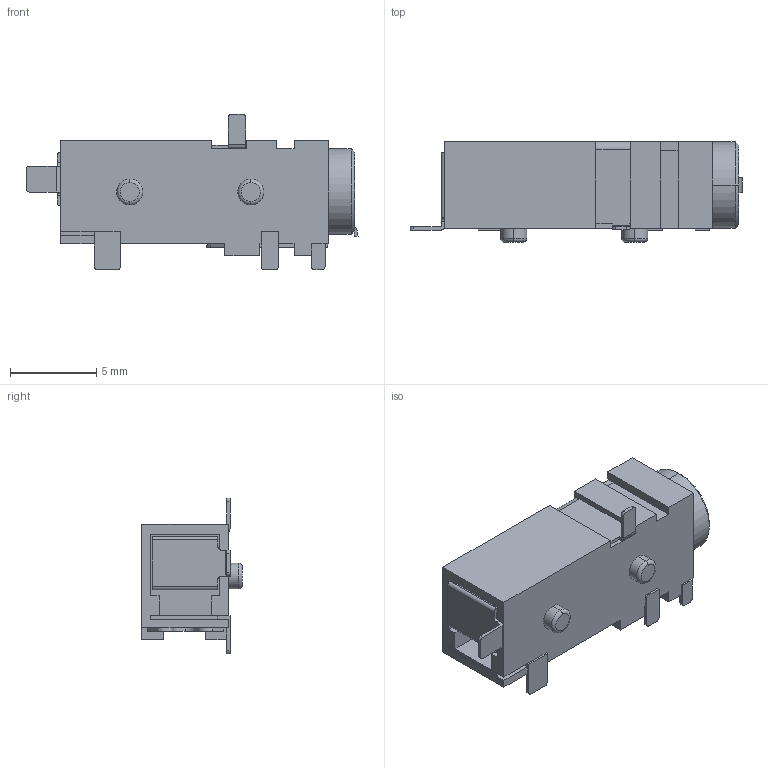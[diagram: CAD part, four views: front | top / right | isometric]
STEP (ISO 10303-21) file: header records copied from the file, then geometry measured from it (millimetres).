
FILE_DESCRIPTION (( 'STEP AP214' ), '1' );
FILE_NAME ('CUI_DEVICES_SJ-43515TS-SMT-TR.step', '2019-10-20T22:32:13', ( '' ), ( '' ), 'SwSTEP 2.0', 'SolidWorks 2019', '' );
FILE_SCHEMA (( 'AUTOMOTIVE_DESIGN' ));
Length unit declared in the file: inch
Products named in the file (1): CUI_DEVICES_SJ-43515TS-SMT-TR
Bounding box: 19.2 x 5.8 x 9 mm (x, y, z)
Volume: 451 mm3; surface area: 621.5 mm2
Topology: 1 solids, 1 shells, 206 faces, 580 edges, 379 vertices
Faces by surface type: plane 161, cylinder 38, torus 4, cone 3
Entity records: 9140 total; most frequent: CARTESIAN_POINT 1184, ORIENTED_EDGE 1160, DIRECTION 1083, EDGE_CURVE 580, VECTOR 483, LINE 483, VERTEX_POINT 379, AXIS2_PLACEMENT_3D 300
